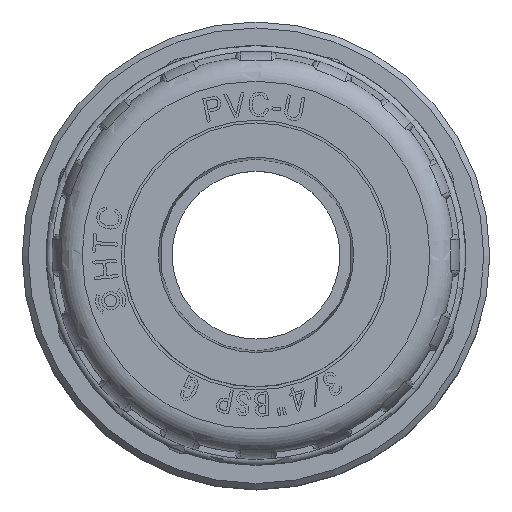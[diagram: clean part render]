
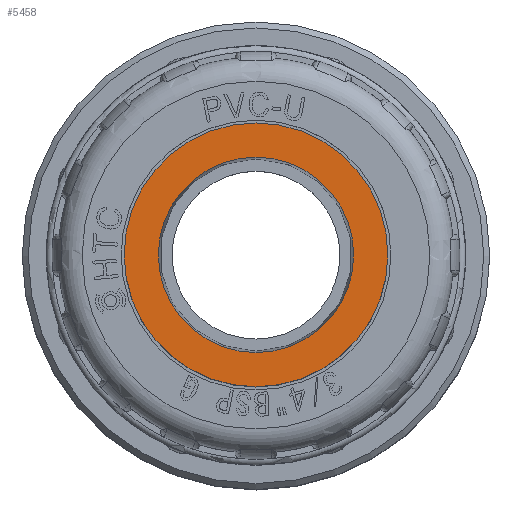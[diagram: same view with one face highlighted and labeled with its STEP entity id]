
A CAD part, top view. The second image highlights one B-rep face of the part: STEP entity #5458.
In plain terms, the highlighted planar face has unit normal (0, 0, 1).
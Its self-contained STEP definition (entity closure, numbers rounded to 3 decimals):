
#5458=ADVANCED_FACE('',(#7204,#7205),#6428,.T.);
#6428=PLANE('',#19817);
#7204=FACE_BOUND('',#7609,.T.);
#7205=FACE_BOUND('',#7610,.T.);
#7609=EDGE_LOOP('',(#9796));
#7610=EDGE_LOOP('',(#9797));
#9796=ORIENTED_EDGE('',*,*,#16974,.F.);
#9797=ORIENTED_EDGE('',*,*,#16975,.F.);
#14808=VERTEX_POINT('',#33705);
#14809=VERTEX_POINT('',#33707);
#16974=EDGE_CURVE('',#14808,#14808,#19345,.T.);
#16975=EDGE_CURVE('',#14809,#14809,#19346,.T.);
#19345=CIRCLE('',#19815,8.15);
#19346=CIRCLE('',#19816,11.);
#19815=AXIS2_PLACEMENT_3D('',#33704,#21631,#21632);
#19816=AXIS2_PLACEMENT_3D('',#33706,#21633,#21634);
#19817=AXIS2_PLACEMENT_3D('',#33708,#21635,#21636);
#21631=DIRECTION('',(0.,0.,1.));
#21632=DIRECTION('',(0.,-1.,0.));
#21633=DIRECTION('',(0.,0.,-1.));
#21634=DIRECTION('',(0.,-1.,0.));
#21635=DIRECTION('',(0.,0.,1.));
#21636=DIRECTION('',(0.,-1.,0.));
#33704=CARTESIAN_POINT('',(54.,0.,64.8));
#33705=CARTESIAN_POINT('',(54.,-8.15,64.8));
#33706=CARTESIAN_POINT('',(54.,0.,64.8));
#33707=CARTESIAN_POINT('',(54.,-11.,64.8));
#33708=CARTESIAN_POINT('',(54.,0.,64.8));
